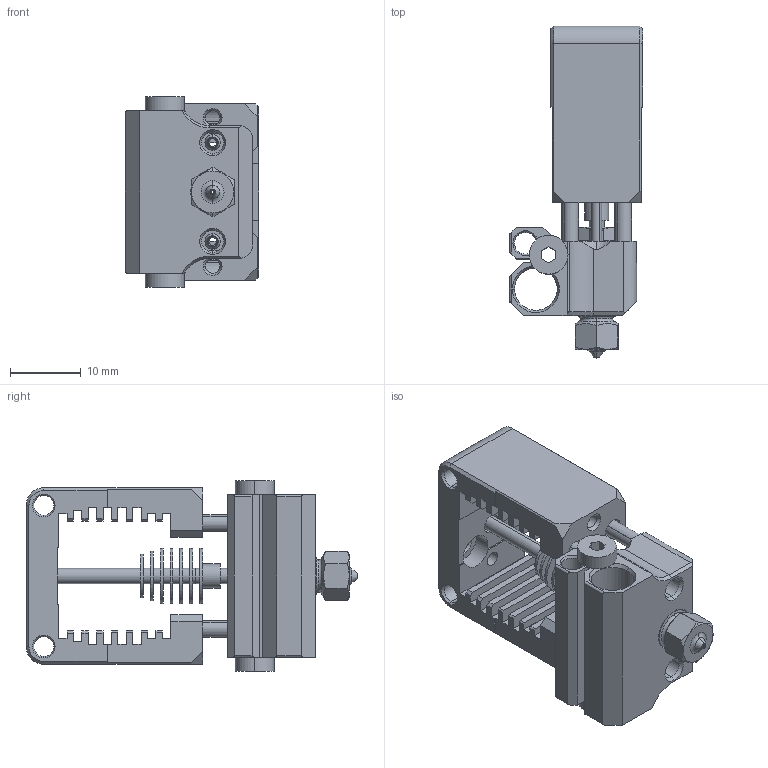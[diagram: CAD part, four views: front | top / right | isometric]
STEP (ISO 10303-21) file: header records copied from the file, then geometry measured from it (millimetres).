
FILE_DESCRIPTION (( 'STEP AP203' ), '1' );
FILE_NAME ('mosquito.STEP', '2018-12-22T04:14:07', ( '' ), ( '' ), 'SwSTEP 2.0', 'SolidWorks 2019', '' );
FILE_SCHEMA (( 'CONFIG_CONTROL_DESIGN' ));
Length unit declared in the file: millimetre
Products named in the file (2): mosquito
Bounding box: 18.85 x 47 x 27 mm (x, y, z)
Surface area: 8065.2 mm2 (no closed solid volume)
Topology: 0 solids, 24 shells, 429 faces, 1169 edges, 766 vertices
Faces by surface type: plane 201, cylinder 128, cone 92, torus 8
Entity records: 13848 total; most frequent: CARTESIAN_POINT 2607, DIRECTION 2401, ORIENTED_EDGE 2166, EDGE_CURVE 1169, AXIS2_PLACEMENT_3D 848, VERTEX_POINT 766, LINE 705, VECTOR 705
